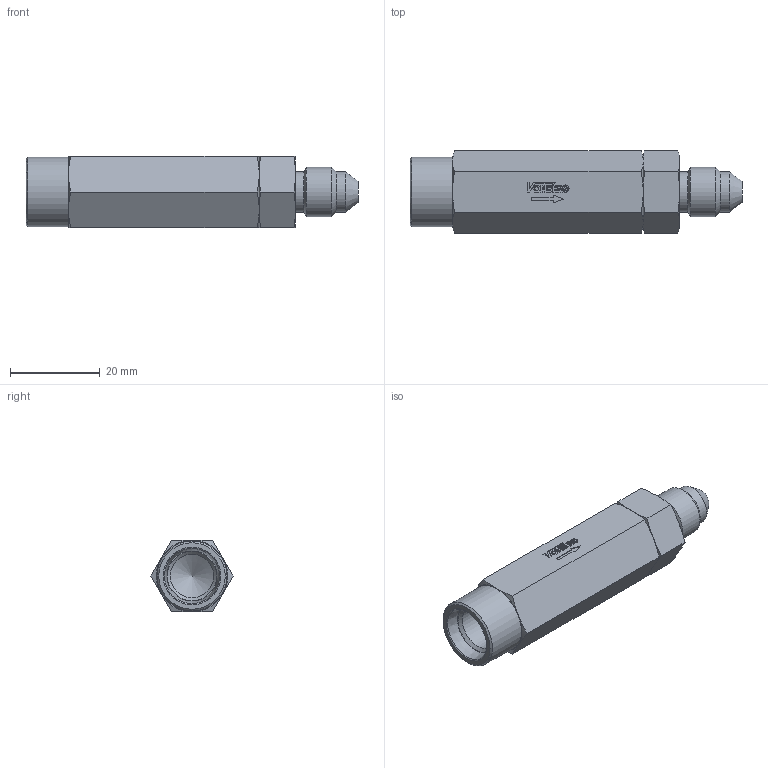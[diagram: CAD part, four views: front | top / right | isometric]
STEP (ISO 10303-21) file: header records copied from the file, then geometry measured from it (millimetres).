
FILE_DESCRIPTION((''),'2;1');
FILE_NAME('10412-204.stp','2015-01-02T15:02:46',('jml'),(''),'Autodesk Inventor 2010','Autodesk Inventor 2010','');
FILE_SCHEMA(('AUTOMOTIVE_DESIGN { 1 0 10303 214 1 1 1 1 }'));
Length unit declared in the file: inch
Products named in the file (3): 10412-204; 320136; 990115
Assembly tree (2 placements, depth 2):
  10412-204
    320136
    990115
Bounding box: 74.17 x 18.33 x 15.88 mm (x, y, z)
Volume: 11521.5 mm3; surface area: 6458.2 mm2
Topology: 3 solids, 3 shells, 167 faces, 410 edges, 265 vertices
Faces by surface type: plane 104, cone 36, cylinder 24, torus 3
Full cylindrical faces by diameter (mm): 0.87 x1, 4.369 x1, 8.992 x1, 9.169 x1, 9.296 x1, 9.728 x2, 11.1 x2, 15.621 x1
Entity records: 4785 total; most frequent: CARTESIAN_POINT 909, DIRECTION 762, ORIENTED_EDGE 762, EDGE_CURVE 381, VERTEX_POINT 260, AXIS2_PLACEMENT_3D 257, VECTOR 248, LINE 248
